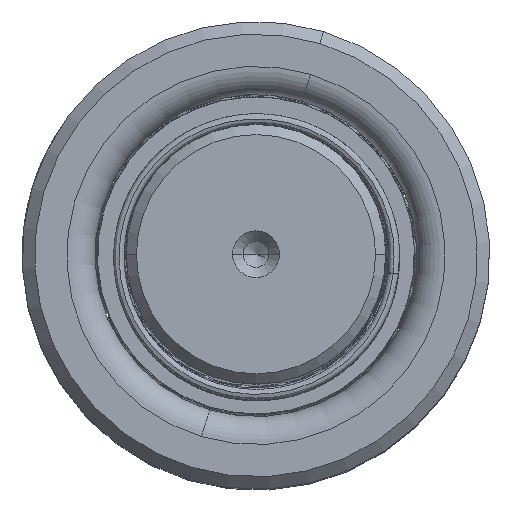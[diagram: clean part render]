
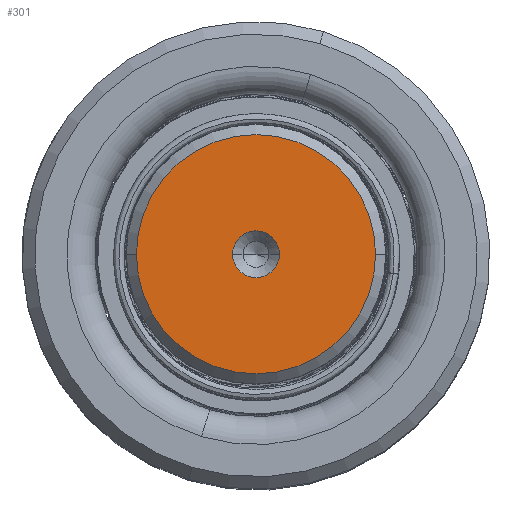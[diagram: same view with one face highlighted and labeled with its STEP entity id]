
A CAD part, top view. The second image highlights one B-rep face of the part: STEP entity #301.
In plain terms, the highlighted planar face has unit normal (0, 0, 1).
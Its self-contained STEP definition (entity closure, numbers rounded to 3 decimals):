
#301 = ADVANCED_FACE ( 'NONE', ( #48170, #35153 ), #1861, .T. ) ;
#517 = EDGE_CURVE ( 'NONE', #35549, #39161, #5952, .T. ) ;
#1861 = PLANE ( 'NONE',  #16091 ) ;
#4549 = AXIS2_PLACEMENT_3D ( 'NONE', #33704, #45314, #33353 ) ;
#4659 = AXIS2_PLACEMENT_3D ( 'NONE', #24638, #28454, #4678 ) ;
#4678 = DIRECTION ( 'NONE',  ( 1., 0., 0. ) ) ;
#5943 = ORIENTED_EDGE ( 'NONE', *, *, #17672, .F. ) ;
#5952 = CIRCLE ( 'NONE', #23374, 2.25 ) ;
#6709 = CIRCLE ( 'NONE', #4549, 11.509 ) ;
#11870 = CARTESIAN_POINT ( 'NONE',  ( 11.509, 0., 130. ) ) ;
#11915 = CARTESIAN_POINT ( 'NONE',  ( 0., 0., 130. ) ) ;
#13641 = ORIENTED_EDGE ( 'NONE', *, *, #21776, .T. ) ;
#14428 = AXIS2_PLACEMENT_3D ( 'NONE', #44082, #20312, #28458 ) ;
#15988 = VERTEX_POINT ( 'NONE', #11870 ) ;
#16091 = AXIS2_PLACEMENT_3D ( 'NONE', #44910, #45406, #21467 ) ;
#16833 = EDGE_LOOP ( 'NONE', ( #13641, #36668 ) ) ;
#17672 = EDGE_CURVE ( 'NONE', #39161, #35549, #49410, .T. ) ;
#17980 = CARTESIAN_POINT ( 'NONE',  ( 2.25, 0., 130. ) ) ;
#18233 = CARTESIAN_POINT ( 'NONE',  ( -2.25, 0., 130. ) ) ;
#20312 = DIRECTION ( 'NONE',  ( 0., 0., 1. ) ) ;
#21193 = VERTEX_POINT ( 'NONE', #22727 ) ;
#21467 = DIRECTION ( 'NONE',  ( 1., 0., 0. ) ) ;
#21776 = EDGE_CURVE ( 'NONE', #21193, #15988, #40661, .T. ) ;
#22727 = CARTESIAN_POINT ( 'NONE',  ( -11.509, 0., 130. ) ) ;
#23374 = AXIS2_PLACEMENT_3D ( 'NONE', #11915, #27705, #32022 ) ;
#24638 = CARTESIAN_POINT ( 'NONE',  ( 0., 0., 130. ) ) ;
#27705 = DIRECTION ( 'NONE',  ( 0., 0., 1. ) ) ;
#28454 = DIRECTION ( 'NONE',  ( 0., 0., 1. ) ) ;
#28458 = DIRECTION ( 'NONE',  ( 1., 0., 0. ) ) ;
#31205 = ORIENTED_EDGE ( 'NONE', *, *, #517, .F. ) ;
#32022 = DIRECTION ( 'NONE',  ( 1., 0., 0. ) ) ;
#33037 = EDGE_LOOP ( 'NONE', ( #31205, #5943 ) ) ;
#33353 = DIRECTION ( 'NONE',  ( 1., 0., 0. ) ) ;
#33704 = CARTESIAN_POINT ( 'NONE',  ( 0., 0., 130. ) ) ;
#35153 = FACE_OUTER_BOUND ( 'NONE', #16833, .T. ) ;
#35549 = VERTEX_POINT ( 'NONE', #17980 ) ;
#36668 = ORIENTED_EDGE ( 'NONE', *, *, #43770, .T. ) ;
#39161 = VERTEX_POINT ( 'NONE', #18233 ) ;
#40661 = CIRCLE ( 'NONE', #14428, 11.509 ) ;
#43770 = EDGE_CURVE ( 'NONE', #15988, #21193, #6709, .T. ) ;
#44082 = CARTESIAN_POINT ( 'NONE',  ( 0., 0., 130. ) ) ;
#44910 = CARTESIAN_POINT ( 'NONE',  ( 0., 0., 130. ) ) ;
#45314 = DIRECTION ( 'NONE',  ( 0., 0., 1. ) ) ;
#45406 = DIRECTION ( 'NONE',  ( 0., 0., 1. ) ) ;
#48170 = FACE_BOUND ( 'NONE', #33037, .T. ) ;
#49410 = CIRCLE ( 'NONE', #4659, 2.25 ) ;
